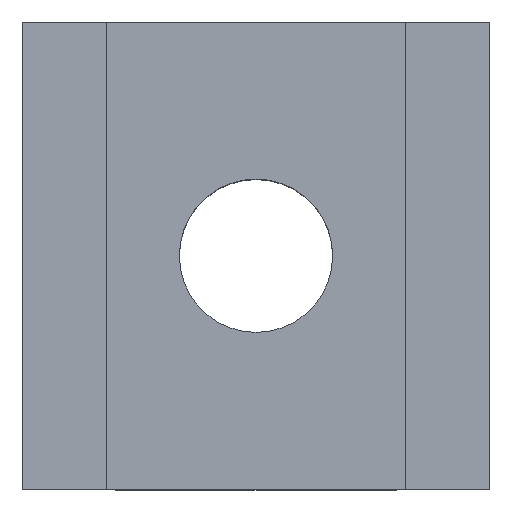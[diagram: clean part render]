
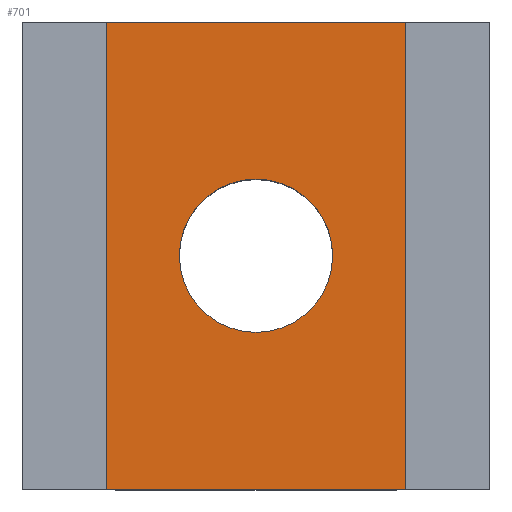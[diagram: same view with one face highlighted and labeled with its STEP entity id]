
A CAD part, top view. The second image highlights one B-rep face of the part: STEP entity #701.
In plain terms, the highlighted planar face has unit normal (0, 0, 1).
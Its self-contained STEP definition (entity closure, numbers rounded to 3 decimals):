
#583=EDGE_CURVE('',#709,#769,#1560,.T.);
#585=EDGE_CURVE('',#1021,#709,#1562,.T.);
#643=EDGE_CURVE('',#1051,#1235,#1629,.T.);
#685=VERTEX_POINT('',#1675);
#701=ADVANCED_FACE('',(#1692,#1693),#1694,.T.);
#709=VERTEX_POINT('',#1702);
#741=EDGE_CURVE('',#1235,#1051,#1737,.T.);
#769=VERTEX_POINT('',#1770);
#1021=VERTEX_POINT('',#2054);
#1051=VERTEX_POINT('',#2085);
#1077=EDGE_CURVE('',#1021,#685,#2113,.T.);
#1087=EDGE_CURVE('',#769,#685,#2124,.T.);
#1235=VERTEX_POINT('',#2288);
#1560=LINE('',#2658,#2659);
#1562=LINE('',#2662,#2663);
#1629=CIRCLE('',#2750,2.46);
#1675=CARTESIAN_POINT('',(4.8,-7.5,5.0));
#1692=FACE_BOUND('',#2836,.T.);
#1693=FACE_OUTER_BOUND('',#2837,.T.);
#1694=PLANE('',#2838);
#1702=CARTESIAN_POINT('',(-4.8,7.5,5.0));
#1737=CIRCLE('',#2892,2.46);
#1770=CARTESIAN_POINT('',(-4.8,-7.5,5.0));
#2054=CARTESIAN_POINT('',(4.8,7.5,5.0));
#2085=CARTESIAN_POINT('',(-2.46,0.,5.0));
#2113=LINE('',#3384,#3385);
#2124=LINE('',#3401,#3402);
#2288=CARTESIAN_POINT('',(2.46,0.0,5.));
#2658=CARTESIAN_POINT('',(-4.8,0.,5.0));
#2659=VECTOR('',#4057,1.0);
#2662=CARTESIAN_POINT('',(4.8,7.5,5.0));
#2663=VECTOR('',#4058,1.0);
#2750=AXIS2_PLACEMENT_3D('',#4158,#4159,#4160);
#2836=EDGE_LOOP('',(#4240,#4241));
#2837=EDGE_LOOP('',(#4242,#4243,#4244,#4245));
#2838=AXIS2_PLACEMENT_3D('',#4246,#4247,#4248);
#2892=AXIS2_PLACEMENT_3D('',#4283,#4284,#4285);
#3384=CARTESIAN_POINT('',(4.8,0.,5.0));
#3385=VECTOR('',#4812,1.0);
#3401=CARTESIAN_POINT('',(4.8,-7.5,5.0));
#3402=VECTOR('',#4828,1.0);
#4057=DIRECTION('',(0.0,-1.0,0.));
#4058=DIRECTION('',(-1.0,0.0,0.0));
#4158=CARTESIAN_POINT('',(0.0,0.,5.0));
#4159=DIRECTION('',(0.0,0.,-1.0));
#4160=DIRECTION('',(1.0,0.,0.));
#4240=ORIENTED_EDGE('',*,*,#741,.T.);
#4241=ORIENTED_EDGE('',*,*,#643,.T.);
#4242=ORIENTED_EDGE('',*,*,#1077,.F.);
#4243=ORIENTED_EDGE('',*,*,#585,.T.);
#4244=ORIENTED_EDGE('',*,*,#583,.T.);
#4245=ORIENTED_EDGE('',*,*,#1087,.T.);
#4246=CARTESIAN_POINT('',(-4.8,0.,5.0));
#4247=DIRECTION('',(0.0,0.,1.0));
#4248=DIRECTION('',(0.0,-1.0,0.));
#4283=CARTESIAN_POINT('',(0.0,0.,5.0));
#4284=DIRECTION('',(0.0,0.,-1.0));
#4285=DIRECTION('',(1.0,0.,0.));
#4812=DIRECTION('',(0.0,-1.0,0.));
#4828=DIRECTION('',(1.0,0.0,0.0));
